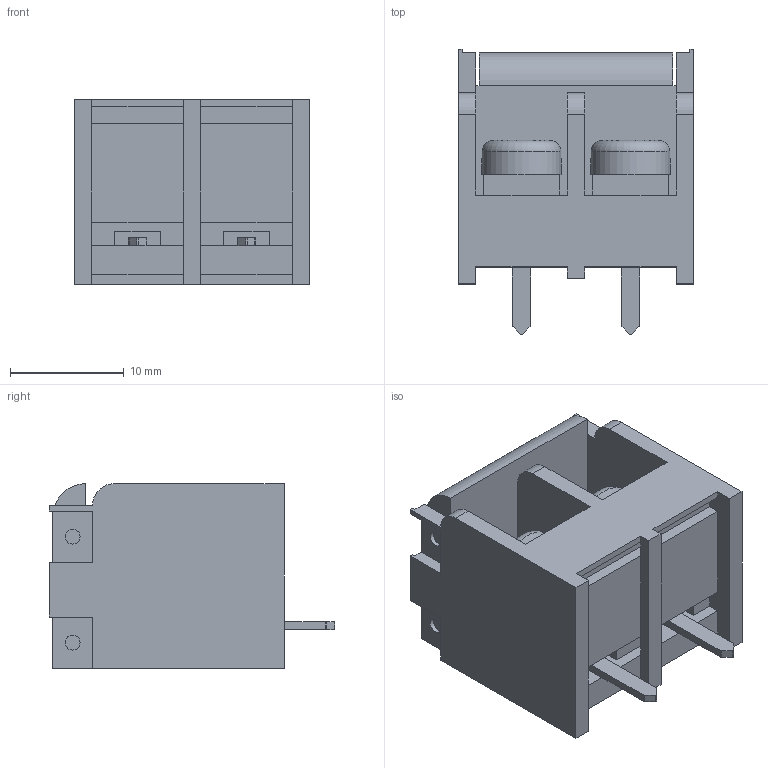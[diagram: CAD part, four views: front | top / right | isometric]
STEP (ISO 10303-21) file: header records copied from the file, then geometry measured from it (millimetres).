
FILE_DESCRIPTION(/* description */ ('','CAx-IF Rec.Pracs.---Representation and Presentation of Product Manufacturing Information (PMI)---4.0---2014-10-13'),/* implementation_level */ '2;1');
FILE_NAME(/* name */ 'hb9500_asm_2.step',/* time_stamp */ '2025-02-01T12:25:24+06:00',/* author */ (''),/* organization */ (''),/* preprocessor_version */ 'ST-DEVELOPER v20',/* originating_system */ 'Autodesk Translation Framework v13.20.0.188',/* authorisation */ '');
FILE_SCHEMA (('AP242_MANAGED_MODEL_BASED_3D_ENGINEERING_MIM_LF { 1 0 10303 442 1 1 4 }'));
Length unit declared in the file: millimetre
Products named in the file (3): HB9500_ASM; HB9500-1; M5X6
Assembly tree (3 placements, depth 2):
  HB9500_ASM
    HB9500-1
    M5X6  x2
Bounding box: 20.6 x 25.04 x 16.2 mm (x, y, z)
Volume: 4455.9 mm3; surface area: 4194.1 mm2
Topology: 3 solids, 3 shells, 159 faces, 439 edges, 288 vertices
Faces by surface type: plane 135, cylinder 20, torus 4
Full cylindrical faces by diameter (mm): 1.151 x2, 1.3 x4, 4.8 x2, 7 x2
Entity records: 4812 total; most frequent: CARTESIAN_POINT 1057, ORIENTED_EDGE 782, DIRECTION 721, EDGE_CURVE 391, LINE 345, VECTOR 345, VERTEX_POINT 256, AXIS2_PLACEMENT_3D 188
